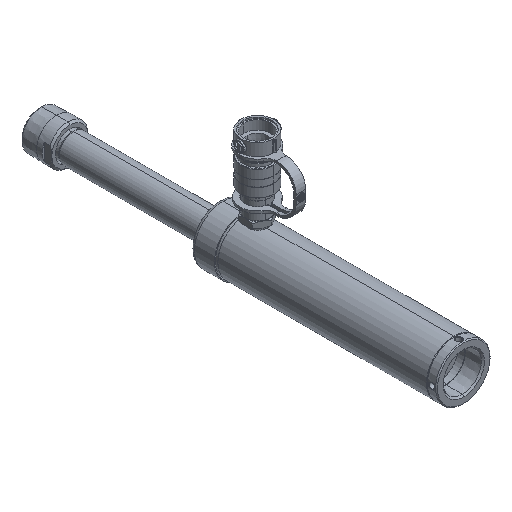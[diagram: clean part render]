
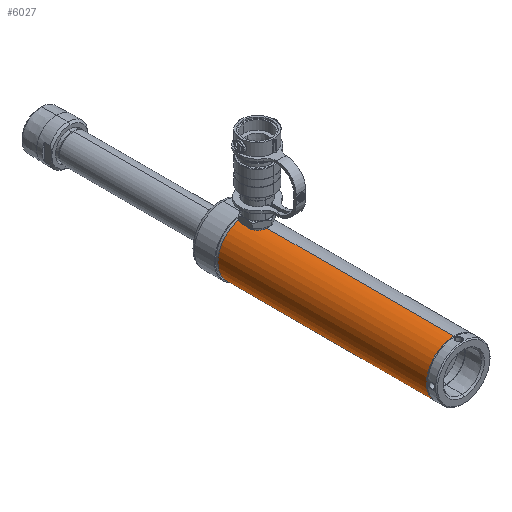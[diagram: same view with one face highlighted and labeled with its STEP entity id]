
A CAD part, isometric view. The second image highlights one B-rep face of the part: STEP entity #6027.
In plain terms, the highlighted cylindrical face has radius 28.6 mm (diameter 57.2 mm), a partial arc.
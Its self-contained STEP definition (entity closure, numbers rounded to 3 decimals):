
#12 = CARTESIAN_POINT ( 'NONE',  ( 0., 220., 0. ) ) ;
#258 = VERTEX_POINT ( 'NONE', #23159 ) ;
#508 = CYLINDRICAL_SURFACE ( 'NONE', #9258, 28.6 ) ;
#626 = CARTESIAN_POINT ( 'NONE',  ( -8.015, 207.589, 27.454 ) ) ;
#1015 = EDGE_CURVE ( 'NONE', #3132, #6919, #4314, .T. ) ;
#1369 = EDGE_CURVE ( 'NONE', #258, #20621, #29775, .T. ) ;
#1768 = CARTESIAN_POINT ( 'NONE',  ( -3.638, 198.112, 28.369 ) ) ;
#1880 = CARTESIAN_POINT ( 'NONE',  ( -5.215, 199.451, 28.121 ) ) ;
#2459 = AXIS2_PLACEMENT_3D ( 'NONE', #13129, #10090, #7883 ) ;
#2820 = EDGE_CURVE ( 'NONE', #5884, #5900, #34669, .T. ) ;
#2907 = EDGE_LOOP ( 'NONE', ( #24302, #31072, #30060, #29867, #34186, #26164, #6925 ) ) ;
#3014 = CARTESIAN_POINT ( 'NONE',  ( -0.3, 217., 28.6 ) ) ;
#3132 = VERTEX_POINT ( 'NONE', #21587 ) ;
#3231 = CARTESIAN_POINT ( 'NONE',  ( -2.035, 216.669, 28.529 ) ) ;
#3356 = CARTESIAN_POINT ( 'NONE',  ( -5.6, 214.126, 28.049 ) ) ;
#3525 = CARTESIAN_POINT ( 'NONE',  ( 0., -12.829, -28.6 ) ) ;
#3813 = EDGE_CURVE ( 'NONE', #26173, #5900, #21447, .T. ) ;
#4303 = CARTESIAN_POINT ( 'NONE',  ( 0., 197., 28.6 ) ) ;
#4314 = B_SPLINE_CURVE_WITH_KNOTS ( 'NONE', 3,
 ( #27546, #626, #19503, #27309, #5627, #8671, #8455, #16542, #14190, #19256, #22026, #32834, #8794, #3356, #13837, #8569, #33060, #14074, #5846, #11475, #24479, #8337, #3231, #11354, #27195, #24601, #3014, #32716 ),
 .UNSPECIFIED., .F., .F.,
 ( 4, 2, 2, 2, 2, 2, 2, 2, 2, 2, 2, 2, 2, 4 ),
 ( 0.008, 0.01, 0.011, 0.012, 0.014, 0.015, 0.016, 0.017, 0.018, 0.019, 0.02, 0.021, 0.022, 0.023 ),
 .UNSPECIFIED. ) ;
#4836 = CARTESIAN_POINT ( 'NONE',  ( 0., -12.829, 28.6 ) ) ;
#4981 = CARTESIAN_POINT ( 'NONE',  ( -7.668, 204.073, 27.553 ) ) ;
#5048 = VECTOR ( 'NONE', #7566, 1000. ) ;
#5627 = CARTESIAN_POINT ( 'NONE',  ( -7.786, 209.354, 27.52 ) ) ;
#5846 = CARTESIAN_POINT ( 'NONE',  ( -3.631, 215.893, 28.37 ) ) ;
#5884 = VERTEX_POINT ( 'NONE', #32709 ) ;
#5900 = VERTEX_POINT ( 'NONE', #14419 ) ;
#6027 = ADVANCED_FACE ( 'NONE', ( #6885 ), #508, .T. ) ;
#6885 = FACE_OUTER_BOUND ( 'NONE', #2907, .T. ) ;
#6919 = VERTEX_POINT ( 'NONE', #18379 ) ;
#6925 = ORIENTED_EDGE ( 'NONE', *, *, #1015, .T. ) ;
#7485 = CARTESIAN_POINT ( 'NONE',  ( -2.877, 197.659, 28.459 ) ) ;
#7566 = DIRECTION ( 'NONE',  ( 0., -1., 0. ) ) ;
#7718 = CARTESIAN_POINT ( 'NONE',  ( -4.579, 198.828, 28.232 ) ) ;
#7883 = DIRECTION ( 'NONE',  ( 0., 0., 1. ) ) ;
#7949 = DIRECTION ( 'NONE',  ( 0., -1., 0. ) ) ;
#8337 = CARTESIAN_POINT ( 'NONE',  ( -2.315, 216.568, 28.507 ) ) ;
#8405 = CARTESIAN_POINT ( 'NONE',  ( 0., -12.829, 28.6 ) ) ;
#8455 = CARTESIAN_POINT ( 'NONE',  ( -7.58, 210.215, 27.577 ) ) ;
#8569 = CARTESIAN_POINT ( 'NONE',  ( -4.571, 215.178, 28.233 ) ) ;
#8671 = CARTESIAN_POINT ( 'NONE',  ( -7.656, 209.931, 27.556 ) ) ;
#8794 = CARTESIAN_POINT ( 'NONE',  ( -6.114, 213.412, 27.939 ) ) ;
#9258 = AXIS2_PLACEMENT_3D ( 'NONE', #15879, #16006, #21814 ) ;
#9520 = CARTESIAN_POINT ( 'NONE',  ( 0., 197., 28.6 ) ) ;
#9858 = EDGE_CURVE ( 'NONE', #20621, #5884, #18704, .T. ) ;
#10090 = DIRECTION ( 'NONE',  ( 0., 1., 0. ) ) ;
#10380 = CARTESIAN_POINT ( 'NONE',  ( -7.798, 204.648, 27.517 ) ) ;
#11285 = VECTOR ( 'NONE', #7949, 1000. ) ;
#11354 = CARTESIAN_POINT ( 'NONE',  ( -1.469, 216.832, 28.564 ) ) ;
#11475 = CARTESIAN_POINT ( 'NONE',  ( -3.125, 216.193, 28.43 ) ) ;
#12507 = CARTESIAN_POINT ( 'NONE',  ( -0.296, 197., 28.6 ) ) ;
#12935 = DIRECTION ( 'NONE',  ( 0., 0., -1. ) ) ;
#12944 = CARTESIAN_POINT ( 'NONE',  ( -8.015, 207., 27.454 ) ) ;
#12970 = B_SPLINE_CURVE_WITH_KNOTS ( 'NONE', 3,
 ( #4303, #12507, #26210, #34232, #28809, #23361, #7485, #1768, #31601, #31362, #7718, #31479, #1880, #34580, #31823, #18301, #18170, #21141, #26531, #4981, #10380, #23596, #26414, #12944 ),
 .UNSPECIFIED., .F., .F.,
 ( 4, 2, 2, 2, 2, 2, 2, 2, 2, 2, 2, 4 ),
 ( 0.051, 0.052, 0.053, 0.054, 0.055, 0.056, 0.057, 0.058, 0.06, 0.061, 0.063, 0.065 ),
 .UNSPECIFIED. ) ;
#13129 = CARTESIAN_POINT ( 'NONE',  ( 0., 0.5, 0. ) ) ;
#13416 = LINE ( 'NONE', #4836, #5048 ) ;
#13592 = EDGE_CURVE ( 'NONE', #258, #6919, #13416, .T. ) ;
#13837 = CARTESIAN_POINT ( 'NONE',  ( -5.217, 214.569, 28.124 ) ) ;
#14074 = CARTESIAN_POINT ( 'NONE',  ( -3.875, 215.728, 28.337 ) ) ;
#14190 = CARTESIAN_POINT ( 'NONE',  ( -7.108, 211.603, 27.704 ) ) ;
#14419 = CARTESIAN_POINT ( 'NONE',  ( 0., 0.5, 28.6 ) ) ;
#15879 = CARTESIAN_POINT ( 'NONE',  ( 0., -12.829, 0. ) ) ;
#16006 = DIRECTION ( 'NONE',  ( 0., -1., 0. ) ) ;
#16542 = CARTESIAN_POINT ( 'NONE',  ( -7.322, 211.057, 27.648 ) ) ;
#18170 = CARTESIAN_POINT ( 'NONE',  ( -6.59, 201.338, 27.832 ) ) ;
#18301 = CARTESIAN_POINT ( 'NONE',  ( -6.292, 200.835, 27.902 ) ) ;
#18379 = CARTESIAN_POINT ( 'NONE',  ( 0., 217., 28.6 ) ) ;
#18704 = LINE ( 'NONE', #3525, #26726 ) ;
#19256 = CARTESIAN_POINT ( 'NONE',  ( -6.72, 212.397, 27.8 ) ) ;
#19312 = CARTESIAN_POINT ( 'NONE',  ( 0., 220., -28.6 ) ) ;
#19503 = CARTESIAN_POINT ( 'NONE',  ( -7.972, 208.178, 27.467 ) ) ;
#20621 = VERTEX_POINT ( 'NONE', #19312 ) ;
#21141 = CARTESIAN_POINT ( 'NONE',  ( -7.109, 202.4, 27.704 ) ) ;
#21447 = LINE ( 'NONE', #8405, #11285 ) ;
#21587 = CARTESIAN_POINT ( 'NONE',  ( -8.015, 207., 27.454 ) ) ;
#21814 = DIRECTION ( 'NONE',  ( 0., 0., -1. ) ) ;
#22026 = CARTESIAN_POINT ( 'NONE',  ( -6.579, 212.658, 27.834 ) ) ;
#22589 = EDGE_CURVE ( 'NONE', #26173, #3132, #12970, .T. ) ;
#23159 = CARTESIAN_POINT ( 'NONE',  ( 0., 220., 28.6 ) ) ;
#23361 = CARTESIAN_POINT ( 'NONE',  ( -2.326, 197.415, 28.511 ) ) ;
#23596 = CARTESIAN_POINT ( 'NONE',  ( -7.972, 205.825, 27.467 ) ) ;
#24302 = ORIENTED_EDGE ( 'NONE', *, *, #13592, .F. ) ;
#24479 = CARTESIAN_POINT ( 'NONE',  ( -2.862, 216.329, 28.458 ) ) ;
#24601 = CARTESIAN_POINT ( 'NONE',  ( -0.598, 216.978, 28.595 ) ) ;
#26164 = ORIENTED_EDGE ( 'NONE', *, *, #22589, .T. ) ;
#26173 = VERTEX_POINT ( 'NONE', #9520 ) ;
#26210 = CARTESIAN_POINT ( 'NONE',  ( -0.596, 197.021, 28.595 ) ) ;
#26414 = CARTESIAN_POINT ( 'NONE',  ( -8.015, 206.413, 27.454 ) ) ;
#26531 = CARTESIAN_POINT ( 'NONE',  ( -7.324, 202.95, 27.647 ) ) ;
#26726 = VECTOR ( 'NONE', #33362, 1000. ) ;
#27195 = CARTESIAN_POINT ( 'NONE',  ( -1.182, 216.894, 28.577 ) ) ;
#27309 = CARTESIAN_POINT ( 'NONE',  ( -7.841, 209.06, 27.504 ) ) ;
#27546 = CARTESIAN_POINT ( 'NONE',  ( -8.015, 207., 27.454 ) ) ;
#28809 = CARTESIAN_POINT ( 'NONE',  ( -1.475, 197.169, 28.563 ) ) ;
#29775 = CIRCLE ( 'NONE', #33565, 28.6 ) ;
#29867 = ORIENTED_EDGE ( 'NONE', *, *, #2820, .T. ) ;
#30060 = ORIENTED_EDGE ( 'NONE', *, *, #9858, .T. ) ;
#31072 = ORIENTED_EDGE ( 'NONE', *, *, #1369, .T. ) ;
#31362 = CARTESIAN_POINT ( 'NONE',  ( -4.352, 198.635, 28.268 ) ) ;
#31479 = CARTESIAN_POINT ( 'NONE',  ( -5.01, 199.236, 28.159 ) ) ;
#31601 = CARTESIAN_POINT ( 'NONE',  ( -3.882, 198.277, 28.336 ) ) ;
#31823 = CARTESIAN_POINT ( 'NONE',  ( -5.78, 200.124, 28.01 ) ) ;
#32300 = DIRECTION ( 'NONE',  ( 0., -1., 0. ) ) ;
#32709 = CARTESIAN_POINT ( 'NONE',  ( 0., 0.5, -28.6 ) ) ;
#32716 = CARTESIAN_POINT ( 'NONE',  ( 0., 217., 28.6 ) ) ;
#32834 = CARTESIAN_POINT ( 'NONE',  ( -6.276, 213.166, 27.903 ) ) ;
#33060 = CARTESIAN_POINT ( 'NONE',  ( -4.344, 215.371, 28.269 ) ) ;
#33362 = DIRECTION ( 'NONE',  ( 0., -1., 0. ) ) ;
#33565 = AXIS2_PLACEMENT_3D ( 'NONE', #12, #32300, #12935 ) ;
#34186 = ORIENTED_EDGE ( 'NONE', *, *, #3813, .F. ) ;
#34232 = CARTESIAN_POINT ( 'NONE',  ( -1.186, 197.106, 28.577 ) ) ;
#34580 = CARTESIAN_POINT ( 'NONE',  ( -5.6, 199.894, 28.047 ) ) ;
#34669 = CIRCLE ( 'NONE', #2459, 28.6 ) ;
